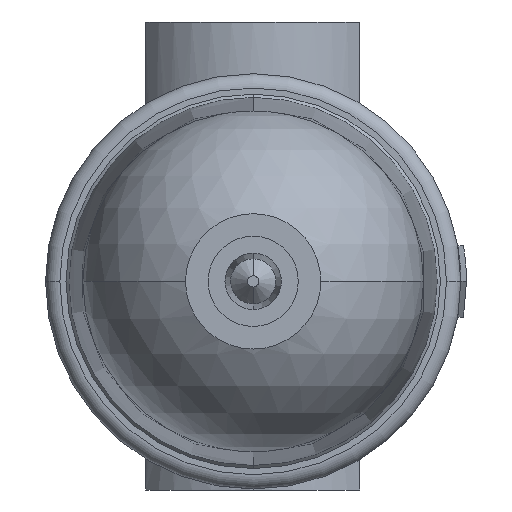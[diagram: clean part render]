
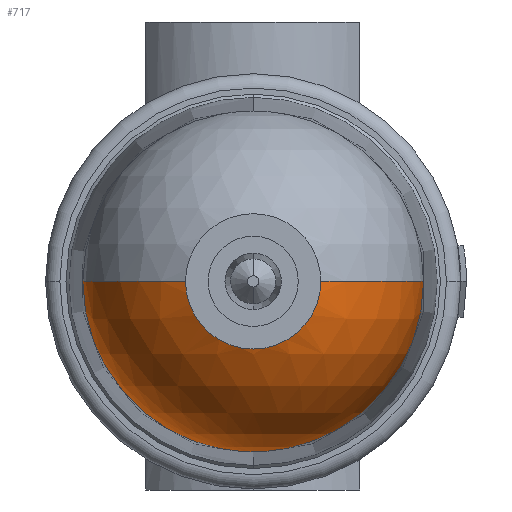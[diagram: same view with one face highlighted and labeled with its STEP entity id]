
A CAD part, front view. The second image highlights one B-rep face of the part: STEP entity #717.
In plain terms, the highlighted spherical face has radius 15.113 mm.
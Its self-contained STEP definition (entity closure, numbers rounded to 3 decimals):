
#39 = SPHERICAL_SURFACE ( 'NONE', #4019, 15.113 ) ;
#68 = DIRECTION ( 'NONE',  ( -1., 0., 0. ) ) ;
#117 = VERTEX_POINT ( 'NONE', #1404 ) ;
#499 = DIRECTION ( 'NONE',  ( -1., 0., 0. ) ) ;
#503 = DIRECTION ( 'NONE',  ( 1., 0., 0. ) ) ;
#576 = VERTEX_POINT ( 'NONE', #1147 ) ;
#645 = CIRCLE ( 'NONE', #3882, 6. ) ;
#678 = DIRECTION ( 'NONE',  ( 0., 0., 1. ) ) ;
#717 = ADVANCED_FACE ( 'NONE', ( #4517 ), #39, .T. ) ;
#879 = CARTESIAN_POINT ( 'NONE',  ( 0., -59.142, 0. ) ) ;
#893 = CARTESIAN_POINT ( 'NONE',  ( 0., -59.142, 0. ) ) ;
#959 = CIRCLE ( 'NONE', #3938, 15.109 ) ;
#978 = CARTESIAN_POINT ( 'NONE',  ( 15.109, -59.508, 0. ) ) ;
#1147 = CARTESIAN_POINT ( 'NONE',  ( -15.109, -59.508, 0. ) ) ;
#1341 = CARTESIAN_POINT ( 'NONE',  ( 0., -59.142, 0. ) ) ;
#1355 = ORIENTED_EDGE ( 'NONE', *, *, #4832, .F. ) ;
#1397 = EDGE_CURVE ( 'NONE', #117, #5231, #645, .T. ) ;
#1404 = CARTESIAN_POINT ( 'NONE',  ( 6., -73.013, 0. ) ) ;
#1538 = AXIS2_PLACEMENT_3D ( 'NONE', #2177, #5044, #2487 ) ;
#1852 = ORIENTED_EDGE ( 'NONE', *, *, #1397, .T. ) ;
#1897 = DIRECTION ( 'NONE',  ( 0., 0., 1. ) ) ;
#2177 = CARTESIAN_POINT ( 'NONE',  ( 0., -59.508, 0. ) ) ;
#2200 = ORIENTED_EDGE ( 'NONE', *, *, #4944, .F. ) ;
#2221 = CIRCLE ( 'NONE', #1538, 15.109 ) ;
#2287 = VERTEX_POINT ( 'NONE', #978 ) ;
#2325 = AXIS2_PLACEMENT_3D ( 'NONE', #1341, #4988, #503 ) ;
#2487 = DIRECTION ( 'NONE',  ( 0., 0., 1. ) ) ;
#2715 = EDGE_CURVE ( 'NONE', #4206, #576, #2221, .T. ) ;
#2725 = CARTESIAN_POINT ( 'NONE',  ( -6., -73.013, 0. ) ) ;
#2748 = DIRECTION ( 'NONE',  ( 0., 1., 0. ) ) ;
#2940 = DIRECTION ( 'NONE',  ( 0., 0., -1. ) ) ;
#3120 = EDGE_CURVE ( 'NONE', #5231, #576, #4434, .T. ) ;
#3571 = CARTESIAN_POINT ( 'NONE',  ( 0., -59.508, 0. ) ) ;
#3774 = CARTESIAN_POINT ( 'NONE',  ( 0., -59.508, -15.109 ) ) ;
#3882 = AXIS2_PLACEMENT_3D ( 'NONE', #4767, #5198, #678 ) ;
#3938 = AXIS2_PLACEMENT_3D ( 'NONE', #3571, #2748, #1897 ) ;
#4019 = AXIS2_PLACEMENT_3D ( 'NONE', #893, #4202, #68 ) ;
#4202 = DIRECTION ( 'NONE',  ( 0., 0., 1. ) ) ;
#4206 = VERTEX_POINT ( 'NONE', #3774 ) ;
#4247 = ORIENTED_EDGE ( 'NONE', *, *, #2715, .F. ) ;
#4434 = CIRCLE ( 'NONE', #5033, 15.113 ) ;
#4517 = FACE_OUTER_BOUND ( 'NONE', #5212, .T. ) ;
#4528 = CIRCLE ( 'NONE', #2325, 15.113 ) ;
#4721 = ORIENTED_EDGE ( 'NONE', *, *, #3120, .T. ) ;
#4767 = CARTESIAN_POINT ( 'NONE',  ( 0., -73.013, 0. ) ) ;
#4832 = EDGE_CURVE ( 'NONE', #117, #2287, #4528, .T. ) ;
#4944 = EDGE_CURVE ( 'NONE', #2287, #4206, #959, .T. ) ;
#4988 = DIRECTION ( 'NONE',  ( 0., 0., 1. ) ) ;
#5033 = AXIS2_PLACEMENT_3D ( 'NONE', #879, #2940, #499 ) ;
#5044 = DIRECTION ( 'NONE',  ( 0., 1., 0. ) ) ;
#5198 = DIRECTION ( 'NONE',  ( 0., 1., 0. ) ) ;
#5212 = EDGE_LOOP ( 'NONE', ( #1355, #1852, #4721, #4247, #2200 ) ) ;
#5231 = VERTEX_POINT ( 'NONE', #2725 ) ;
